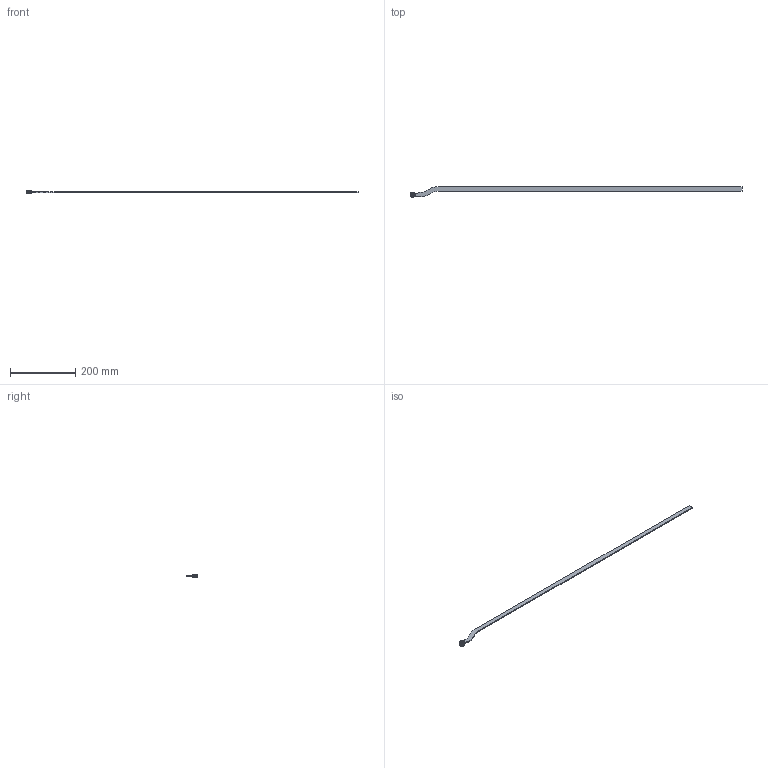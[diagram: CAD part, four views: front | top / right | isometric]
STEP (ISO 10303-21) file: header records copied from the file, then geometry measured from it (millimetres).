
FILE_DESCRIPTION (( 'STEP AP203' ), '1' );
FILE_NAME ('ILM01.16.1020.STEP', '2022-07-28T10:02:06', ( '' ), ( '' ), 'SwSTEP 2.0', 'SolidWorks 2021', '' );
FILE_SCHEMA (( 'CONFIG_CONTROL_DESIGN' ));
Length unit declared in the file: millimetre
Products named in the file (1): ILM01.16.1020
Bounding box: 1020 x 32.5 x 11.15 mm (x, y, z)
Surface area: 35967 mm2 (no closed solid volume)
Topology: 0 solids, 5 shells, 46 faces, 113 edges, 76 vertices
Faces by surface type: cylinder 20, plane 18, cone 4, torus 2, sphere 2
Entity records: 1738 total; most frequent: CARTESIAN_POINT 542, DIRECTION 253, ORIENTED_EDGE 206, EDGE_CURVE 111, AXIS2_PLACEMENT_3D 101, VERTEX_POINT 76, EDGE_LOOP 55, CIRCLE 54
